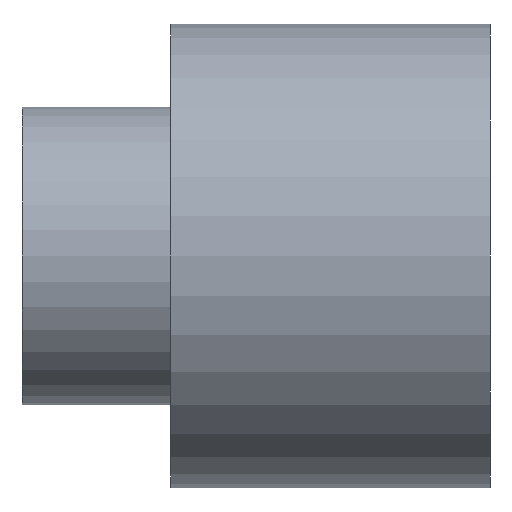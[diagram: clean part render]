
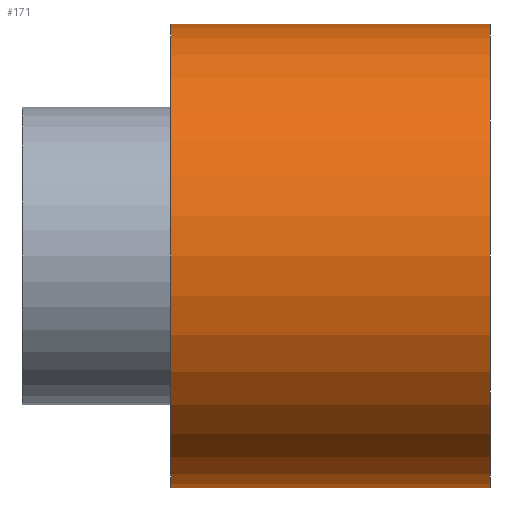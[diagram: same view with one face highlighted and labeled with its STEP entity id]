
A CAD part, left-side view. The second image highlights one B-rep face of the part: STEP entity #171.
In plain terms, the highlighted cylindrical face has radius 2.18 mm (diameter 4.36 mm), a partial arc.
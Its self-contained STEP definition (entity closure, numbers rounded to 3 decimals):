
#11 = VECTOR ( 'NONE', #352, 1000. ) ;
#22 = DIRECTION ( 'NONE',  ( 0., 0., 1. ) ) ;
#40 = EDGE_CURVE ( 'NONE', #202, #344, #364, .T. ) ;
#50 = VERTEX_POINT ( 'NONE', #425 ) ;
#55 = CARTESIAN_POINT ( 'NONE',  ( 0., 3., 2.18 ) ) ;
#64 = DIRECTION ( 'NONE',  ( 0., -1., 0. ) ) ;
#81 = CIRCLE ( 'NONE', #145, 2.18 ) ;
#97 = EDGE_CURVE ( 'NONE', #202, #50, #81, .T. ) ;
#104 = LINE ( 'NONE', #55, #11 ) ;
#118 = EDGE_CURVE ( 'NONE', #50, #205, #104, .T. ) ;
#120 = ORIENTED_EDGE ( 'NONE', *, *, #40, .T. ) ;
#123 = ORIENTED_EDGE ( 'NONE', *, *, #97, .F. ) ;
#144 = CARTESIAN_POINT ( 'NONE',  ( 0., 0., 2.18 ) ) ;
#145 = AXIS2_PLACEMENT_3D ( 'NONE', #421, #394, #22 ) ;
#146 = CIRCLE ( 'NONE', #203, 2.18 ) ;
#164 = CYLINDRICAL_SURFACE ( 'NONE', #235, 2.18 ) ;
#171 = ADVANCED_FACE ( 'NONE', ( #266 ), #164, .T. ) ;
#193 = DIRECTION ( 'NONE',  ( 0., 1., 0. ) ) ;
#202 = VERTEX_POINT ( 'NONE', #348 ) ;
#203 = AXIS2_PLACEMENT_3D ( 'NONE', #398, #193, #426 ) ;
#205 = VERTEX_POINT ( 'NONE', #144 ) ;
#211 = ORIENTED_EDGE ( 'NONE', *, *, #280, .T. ) ;
#218 = CARTESIAN_POINT ( 'NONE',  ( 0., 3., -2.18 ) ) ;
#219 = CARTESIAN_POINT ( 'NONE',  ( 0., 3., 0. ) ) ;
#235 = AXIS2_PLACEMENT_3D ( 'NONE', #219, #414, #387 ) ;
#266 = FACE_OUTER_BOUND ( 'NONE', #367, .T. ) ;
#270 = VECTOR ( 'NONE', #64, 1000. ) ;
#280 = EDGE_CURVE ( 'NONE', #344, #205, #146, .T. ) ;
#344 = VERTEX_POINT ( 'NONE', #368 ) ;
#348 = CARTESIAN_POINT ( 'NONE',  ( 0., 3., -2.18 ) ) ;
#352 = DIRECTION ( 'NONE',  ( 0., -1., 0. ) ) ;
#364 = LINE ( 'NONE', #218, #270 ) ;
#367 = EDGE_LOOP ( 'NONE', ( #402, #123, #120, #211 ) ) ;
#368 = CARTESIAN_POINT ( 'NONE',  ( 0., 0., -2.18 ) ) ;
#387 = DIRECTION ( 'NONE',  ( 0., 0., -1. ) ) ;
#394 = DIRECTION ( 'NONE',  ( 0., 1., 0. ) ) ;
#398 = CARTESIAN_POINT ( 'NONE',  ( 0., 0., 0. ) ) ;
#402 = ORIENTED_EDGE ( 'NONE', *, *, #118, .F. ) ;
#414 = DIRECTION ( 'NONE',  ( 0., -1., 0. ) ) ;
#421 = CARTESIAN_POINT ( 'NONE',  ( 0., 3., 0. ) ) ;
#425 = CARTESIAN_POINT ( 'NONE',  ( 0., 3., 2.18 ) ) ;
#426 = DIRECTION ( 'NONE',  ( 0., 0., 1. ) ) ;
